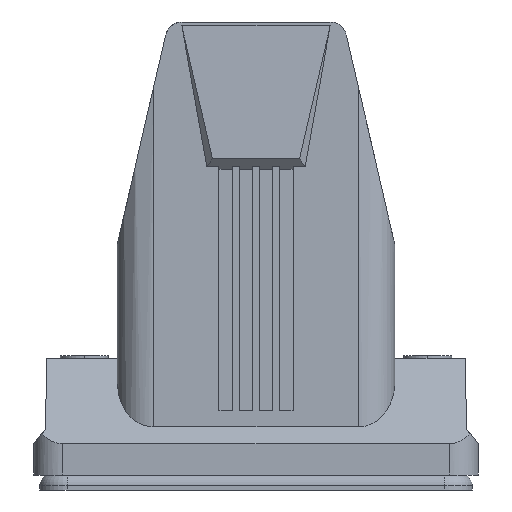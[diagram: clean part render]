
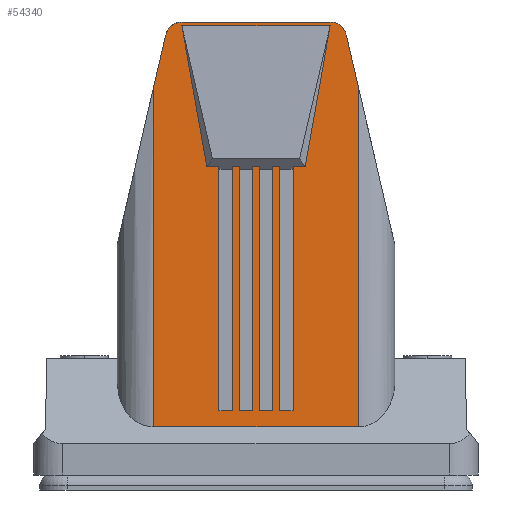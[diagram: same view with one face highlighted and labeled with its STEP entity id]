
A CAD part, left-side view. The second image highlights one B-rep face of the part: STEP entity #54340.
In plain terms, the highlighted face is planar.
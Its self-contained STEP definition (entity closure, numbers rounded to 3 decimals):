
#100=CARTESIAN_POINT('',(8.502,89.524,
96.4));
#110=VERTEX_POINT('',#100);
#290=CARTESIAN_POINT('',(-22.075,89.524,
96.4));
#300=VERTEX_POINT('',#290);
#330=CARTESIAN_POINT('',(-6.786,89.524,
96.4));
#340=DIRECTION('',(-1.,0.,0.));
#350=VECTOR('',#340,1.);
#360=LINE('',#330,#350);
#370=EDGE_CURVE('',#110,#300,#360,.T.);
#540=CARTESIAN_POINT('',(32.919,91.16,
2.7));
#550=DIRECTION('',(0.225,0.017,
-0.974));
#560=VECTOR('',#550,1.);
#570=LINE('',#540,#560);
#580=CARTESIAN_POINT('',(11.913,89.572,
93.687));
#590=VERTEX_POINT('',#580);
#600=CARTESIAN_POINT('',(14.414,89.761,
82.854));
#610=VERTEX_POINT('',#600);
#620=EDGE_CURVE('',#590,#610,#570,.T.);
#41260=CARTESIAN_POINT('',(8.502,89.586,
92.9));
#41270=DIRECTION('',(0.,-1.,
-0.017));
#41280=DIRECTION('',(0.,-0.017,
1.));
#41290=AXIS2_PLACEMENT_3D('',#41260,#41270,#41280);
#41300=ELLIPSE('',#41290,3.501,3.5);
#41310=EDGE_CURVE('',#590,#110,#41300,.T.);
#48570=CARTESIAN_POINT('',(-27.986,89.761,
82.854));
#48580=VERTEX_POINT('',#48570);
#48610=CARTESIAN_POINT('',(-46.492,91.16,
2.7));
#48620=DIRECTION('',(0.225,-0.017,
0.974));
#48630=VECTOR('',#48620,1.);
#48640=LINE('',#48610,#48630);
#48650=CARTESIAN_POINT('',(-25.485,89.572,
93.687));
#48660=VERTEX_POINT('',#48650);
#48670=EDGE_CURVE('',#48580,#48660,#48640,.T.);
#52480=CARTESIAN_POINT('',(-98.836,90.949,
14.786));
#52490=DIRECTION('',(0.,-1.,
-0.017));
#52500=DIRECTION('',(0.,-0.017,
1.));
#52510=AXIS2_PLACEMENT_3D('',#52480,#52490,#52500);
#52520=PLANE('',#52510);
#52530=CARTESIAN_POINT('',(-6.786,90.046,
66.509));
#52540=DIRECTION('',(-1.,0.,0.));
#52550=VECTOR('',#52540,1.);
#52560=LINE('',#52530,#52550);
#52570=CARTESIAN_POINT('',(3.393,90.046,
66.509));
#52580=VERTEX_POINT('',#52570);
#52590=CARTESIAN_POINT('',(0.868,90.046,
66.509));
#52600=VERTEX_POINT('',#52590);
#52610=EDGE_CURVE('',#52580,#52600,#52560,.T.);
#52620=ORIENTED_EDGE('',*,*,#52610,.F.);
#52630=CARTESIAN_POINT('',(0.868,91.16,
2.7));
#52640=DIRECTION('',(0.,0.017,-1.));
#52650=VECTOR('',#52640,1.);
#52660=LINE('',#52630,#52650);
#52670=CARTESIAN_POINT('',(0.868,90.928,
15.979));
#52680=VERTEX_POINT('',#52670);
#52690=EDGE_CURVE('',#52600,#52680,#52660,.T.);
#52700=ORIENTED_EDGE('',*,*,#52690,.F.);
#52710=CARTESIAN_POINT('',(-6.786,90.928,
15.979));
#52720=DIRECTION('',(-1.,0.,0.));
#52730=VECTOR('',#52720,1.);
#52740=LINE('',#52710,#52730);
#52750=CARTESIAN_POINT('',(-1.836,90.928,
15.979));
#52760=VERTEX_POINT('',#52750);
#52770=EDGE_CURVE('',#52680,#52760,#52740,.T.);
#52780=ORIENTED_EDGE('',*,*,#52770,.F.);
#52790=CARTESIAN_POINT('',(-1.836,91.16,
2.7));
#52800=DIRECTION('',(0.,-0.017,1.));
#52810=VECTOR('',#52800,1.);
#52820=LINE('',#52790,#52810);
#52830=CARTESIAN_POINT('',(-1.836,90.046,
66.509));
#52840=VERTEX_POINT('',#52830);
#52850=EDGE_CURVE('',#52760,#52840,#52820,.T.);
#52860=ORIENTED_EDGE('',*,*,#52850,.F.);
#52870=CARTESIAN_POINT('',(-3.336,90.046,
66.509));
#52880=VERTEX_POINT('',#52870);
#52890=EDGE_CURVE('',#52840,#52880,#52560,.T.);
#52900=ORIENTED_EDGE('',*,*,#52890,.F.);
#52910=CARTESIAN_POINT('',(-3.336,91.16,
2.7));
#52920=DIRECTION('',(0.,0.017,-1.));
#52930=VECTOR('',#52920,1.);
#52940=LINE('',#52910,#52930);
#52950=CARTESIAN_POINT('',(-3.336,90.928,
15.979));
#52960=VERTEX_POINT('',#52950);
#52970=EDGE_CURVE('',#52880,#52960,#52940,.T.);
#52980=ORIENTED_EDGE('',*,*,#52970,.F.);
#52990=CARTESIAN_POINT('',(-6.786,90.928,
15.979));
#53000=DIRECTION('',(-1.,0.,0.));
#53010=VECTOR('',#53000,1.);
#53020=LINE('',#52990,#53010);
#53030=CARTESIAN_POINT('',(-6.036,90.928,
15.979));
#53040=VERTEX_POINT('',#53030);
#53050=EDGE_CURVE('',#52960,#53040,#53020,.T.);
#53060=ORIENTED_EDGE('',*,*,#53050,.F.);
#53070=CARTESIAN_POINT('',(-6.036,91.16,
2.7));
#53080=DIRECTION('',(0.,-0.017,1.));
#53090=VECTOR('',#53080,1.);
#53100=LINE('',#53070,#53090);
#53110=CARTESIAN_POINT('',(-6.036,90.046,
66.509));
#53120=VERTEX_POINT('',#53110);
#53130=EDGE_CURVE('',#53040,#53120,#53100,.T.);
#53140=ORIENTED_EDGE('',*,*,#53130,.F.);
#53150=CARTESIAN_POINT('',(-7.536,90.046,
66.509));
#53160=VERTEX_POINT('',#53150);
#53170=EDGE_CURVE('',#53120,#53160,#52560,.T.);
#53180=ORIENTED_EDGE('',*,*,#53170,.F.);
#53190=CARTESIAN_POINT('',(-7.536,91.16,
2.7));
#53200=DIRECTION('',(0.,0.017,-1.));
#53210=VECTOR('',#53200,1.);
#53220=LINE('',#53190,#53210);
#53230=CARTESIAN_POINT('',(-7.536,90.928,
15.979));
#53240=VERTEX_POINT('',#53230);
#53250=EDGE_CURVE('',#53160,#53240,#53220,.T.);
#53260=ORIENTED_EDGE('',*,*,#53250,.F.);
#53270=CARTESIAN_POINT('',(-6.786,90.928,
15.979));
#53280=DIRECTION('',(-1.,0.,0.));
#53290=VECTOR('',#53280,1.);
#53300=LINE('',#53270,#53290);
#53310=CARTESIAN_POINT('',(-10.236,90.928,
15.979));
#53320=VERTEX_POINT('',#53310);
#53330=EDGE_CURVE('',#53240,#53320,#53300,.T.);
#53340=ORIENTED_EDGE('',*,*,#53330,.F.);
#53350=CARTESIAN_POINT('',(-10.236,91.16,
2.7));
#53360=DIRECTION('',(0.,-0.017,1.));
#53370=VECTOR('',#53360,1.);
#53380=LINE('',#53350,#53370);
#53390=CARTESIAN_POINT('',(-10.236,90.046,
66.509));
#53400=VERTEX_POINT('',#53390);
#53410=EDGE_CURVE('',#53320,#53400,#53380,.T.);
#53420=ORIENTED_EDGE('',*,*,#53410,.F.);
#53430=CARTESIAN_POINT('',(-11.736,90.046,
66.509));
#53440=VERTEX_POINT('',#53430);
#53450=EDGE_CURVE('',#53400,#53440,#52560,.T.);
#53460=ORIENTED_EDGE('',*,*,#53450,.F.);
#53470=CARTESIAN_POINT('',(-11.736,91.16,
2.7));
#53480=DIRECTION('',(0.,0.017,-1.));
#53490=VECTOR('',#53480,1.);
#53500=LINE('',#53470,#53490);
#53510=CARTESIAN_POINT('',(-11.736,90.928,
15.979));
#53520=VERTEX_POINT('',#53510);
#53530=EDGE_CURVE('',#53440,#53520,#53500,.T.);
#53540=ORIENTED_EDGE('',*,*,#53530,.F.);
#53550=CARTESIAN_POINT('',(-6.786,90.928,
15.979));
#53560=DIRECTION('',(-1.,0.,0.));
#53570=VECTOR('',#53560,1.);
#53580=LINE('',#53550,#53570);
#53590=CARTESIAN_POINT('',(-14.441,90.928,
15.979));
#53600=VERTEX_POINT('',#53590);
#53610=EDGE_CURVE('',#53520,#53600,#53580,.T.);
#53620=ORIENTED_EDGE('',*,*,#53610,.F.);
#53630=CARTESIAN_POINT('',(-14.441,91.16,
2.7));
#53640=DIRECTION('',(0.,-0.017,1.));
#53650=VECTOR('',#53640,1.);
#53660=LINE('',#53630,#53650);
#53670=CARTESIAN_POINT('',(-14.441,90.046,
66.509));
#53680=VERTEX_POINT('',#53670);
#53690=EDGE_CURVE('',#53600,#53680,#53660,.T.);
#53700=ORIENTED_EDGE('',*,*,#53690,.F.);
#53710=CARTESIAN_POINT('',(-16.966,90.046,
66.509));
#53720=VERTEX_POINT('',#53710);
#53730=EDGE_CURVE('',#53680,#53720,#52560,.T.);
#53740=ORIENTED_EDGE('',*,*,#53730,.F.);
#53750=CARTESIAN_POINT('',(-5.641,91.16,
2.7));
#53760=DIRECTION('',(-0.175,-0.017,
0.984));
#53770=VECTOR('',#53760,1.);
#53780=LINE('',#53750,#53770);
#53790=CARTESIAN_POINT('',(-22.127,89.539,
95.588));
#53800=VERTEX_POINT('',#53790);
#53810=EDGE_CURVE('',#53720,#53800,#53780,.T.);
#53820=ORIENTED_EDGE('',*,*,#53810,.F.);
#53830=CARTESIAN_POINT('',(-6.786,89.539,
95.588));
#53840=DIRECTION('',(1.,0.,0.));
#53850=VECTOR('',#53840,1.);
#53860=LINE('',#53830,#53850);
#53870=CARTESIAN_POINT('',(8.554,89.539,
95.588));
#53880=VERTEX_POINT('',#53870);
#53890=EDGE_CURVE('',#53800,#53880,#53860,.T.);
#53900=ORIENTED_EDGE('',*,*,#53890,.F.);
#53910=CARTESIAN_POINT('',(-7.932,91.16,
2.7));
#53920=DIRECTION('',(0.175,-0.017,
0.984));
#53930=VECTOR('',#53920,1.);
#53940=LINE('',#53910,#53930);
#53950=EDGE_CURVE('',#52580,#53880,#53940,.T.);
#53960=ORIENTED_EDGE('',*,*,#53950,.T.);
#53970=EDGE_LOOP('',(#53960,#53900,#53820,#53740,#53700,#53620,#53540,
#53460,#53420,#53340,#53260,#53180,#53140,#53060,#52980,#52900,#52860,
#52780,#52700,#52620));
#53980=FACE_BOUND('',#53970,.T.);
#53990=ORIENTED_EDGE('',*,*,#41310,.F.);
#54000=ORIENTED_EDGE('',*,*,#370,.F.);
#54010=CARTESIAN_POINT('',(-22.075,89.586,
92.9));
#54020=DIRECTION('',(0.,-1.,
-0.017));
#54030=DIRECTION('',(0.,-0.017,
1.));
#54040=AXIS2_PLACEMENT_3D('',#54010,#54020,#54030);
#54050=ELLIPSE('',#54040,3.501,3.5);
#54060=EDGE_CURVE('',#300,#48660,#54050,.T.);
#54070=ORIENTED_EDGE('',*,*,#54060,.F.);
#54080=ORIENTED_EDGE('',*,*,#48670,.T.);
#54090=CARTESIAN_POINT('',(-27.986,91.158,
2.831));
#54100=DIRECTION('',(0.,0.017,-1.));
#54110=VECTOR('',#54100,1.);
#54120=LINE('',#54090,#54110);
#54130=CARTESIAN_POINT('',(-27.986,90.986,
12.664));
#54140=VERTEX_POINT('',#54130);
#54150=EDGE_CURVE('',#48580,#54140,#54120,.T.);
#54160=ORIENTED_EDGE('',*,*,#54150,.F.);
#54170=CARTESIAN_POINT('',(-6.786,90.986,
12.664));
#54180=DIRECTION('',(1.,0.,0.));
#54190=VECTOR('',#54180,1.);
#54200=LINE('',#54170,#54190);
#54210=CARTESIAN_POINT('',(14.414,90.986,
12.664));
#54220=VERTEX_POINT('',#54210);
#54230=EDGE_CURVE('',#54140,#54220,#54200,.T.);
#54240=ORIENTED_EDGE('',*,*,#54230,.F.);
#54250=CARTESIAN_POINT('',(14.414,91.158,
2.831));
#54260=DIRECTION('',(0.,-0.017,1.));
#54270=VECTOR('',#54260,1.);
#54280=LINE('',#54250,#54270);
#54290=EDGE_CURVE('',#54220,#610,#54280,.T.);
#54300=ORIENTED_EDGE('',*,*,#54290,.F.);
#54310=ORIENTED_EDGE('',*,*,#620,.T.);
#54320=EDGE_LOOP('',(#54310,#54300,#54240,#54160,#54080,#54070,#54000,
#53990));
#54330=FACE_OUTER_BOUND('',#54320,.T.);
#54340=ADVANCED_FACE('',(#53980,#54330),#52520,.F.);
